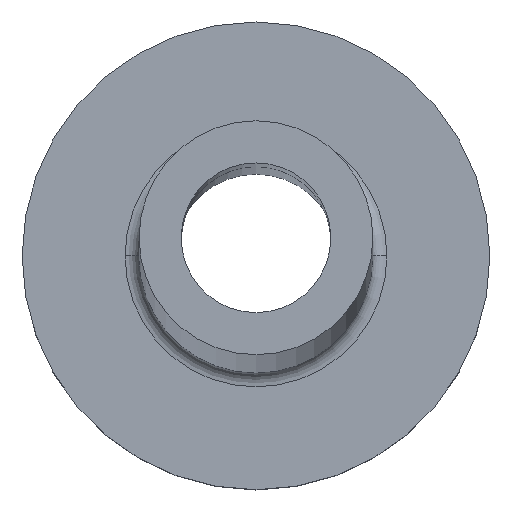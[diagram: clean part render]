
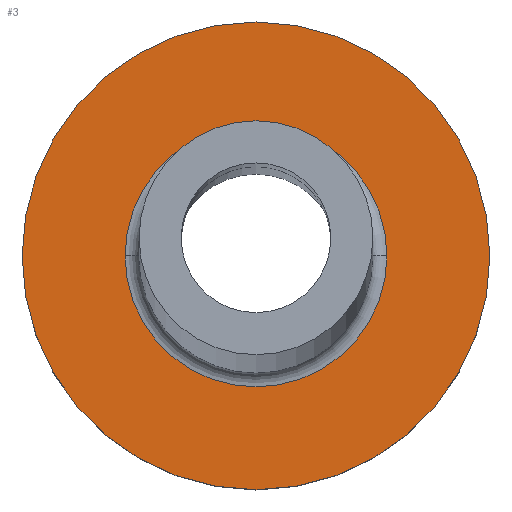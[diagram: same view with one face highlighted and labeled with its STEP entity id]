
A CAD part, top view. The second image highlights one B-rep face of the part: STEP entity #3.
In plain terms, the highlighted planar face has unit normal (0, 0, 1).
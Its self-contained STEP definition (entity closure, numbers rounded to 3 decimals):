
#3 = ADVANCED_FACE ( 'NONE', ( #359, #291 ), #423, .T. ) ;
#12 = CARTESIAN_POINT ( 'NONE',  ( 2.8, 0., 3. ) ) ;
#14 = VERTEX_POINT ( 'NONE', #111 ) ;
#21 = CARTESIAN_POINT ( 'NONE',  ( 0., 0., 3. ) ) ;
#23 = AXIS2_PLACEMENT_3D ( 'NONE', #148, #108, #146 ) ;
#26 = DIRECTION ( 'NONE',  ( 0., 0., -1. ) ) ;
#27 = CIRCLE ( 'NONE', #183, 5. ) ;
#34 = EDGE_CURVE ( 'NONE', #345, #136, #347, .T. ) ;
#36 = CARTESIAN_POINT ( 'NONE',  ( 0., 0., 3. ) ) ;
#47 = CIRCLE ( 'NONE', #331, 2.8 ) ;
#63 = CARTESIAN_POINT ( 'NONE',  ( 0., 0., 3. ) ) ;
#79 = AXIS2_PLACEMENT_3D ( 'NONE', #36, #246, #177 ) ;
#85 = AXIS2_PLACEMENT_3D ( 'NONE', #302, #158, #447 ) ;
#88 = DIRECTION ( 'NONE',  ( 1., 0., 0. ) ) ;
#108 = DIRECTION ( 'NONE',  ( 0., 0., 1. ) ) ;
#111 = CARTESIAN_POINT ( 'NONE',  ( -2.8, 0., 3. ) ) ;
#115 = CARTESIAN_POINT ( 'NONE',  ( 5., 0., 3. ) ) ;
#136 = VERTEX_POINT ( 'NONE', #115 ) ;
#137 = EDGE_CURVE ( 'NONE', #136, #345, #27, .T. ) ;
#144 = EDGE_CURVE ( 'NONE', #14, #396, #47, .T. ) ;
#146 = DIRECTION ( 'NONE',  ( 1., 0., 0. ) ) ;
#148 = CARTESIAN_POINT ( 'NONE',  ( 0., 0., 3. ) ) ;
#158 = DIRECTION ( 'NONE',  ( 0., 0., -1. ) ) ;
#177 = DIRECTION ( 'NONE',  ( 1., 0., 0. ) ) ;
#183 = AXIS2_PLACEMENT_3D ( 'NONE', #63, #453, #382 ) ;
#225 = EDGE_CURVE ( 'NONE', #396, #14, #289, .T. ) ;
#246 = DIRECTION ( 'NONE',  ( 0., 0., 1. ) ) ;
#250 = ORIENTED_EDGE ( 'NONE', *, *, #34, .T. ) ;
#282 = CARTESIAN_POINT ( 'NONE',  ( -5., 0., 3. ) ) ;
#289 = CIRCLE ( 'NONE', #85, 2.8 ) ;
#291 = FACE_OUTER_BOUND ( 'NONE', #419, .T. ) ;
#302 = CARTESIAN_POINT ( 'NONE',  ( 0., 0., 3. ) ) ;
#331 = AXIS2_PLACEMENT_3D ( 'NONE', #21, #26, #88 ) ;
#345 = VERTEX_POINT ( 'NONE', #282 ) ;
#347 = CIRCLE ( 'NONE', #79, 5. ) ;
#351 = ORIENTED_EDGE ( 'NONE', *, *, #144, .T. ) ;
#359 = FACE_BOUND ( 'NONE', #392, .T. ) ;
#380 = ORIENTED_EDGE ( 'NONE', *, *, #137, .T. ) ;
#382 = DIRECTION ( 'NONE',  ( 1., 0., 0. ) ) ;
#392 = EDGE_LOOP ( 'NONE', ( #421, #351 ) ) ;
#396 = VERTEX_POINT ( 'NONE', #12 ) ;
#419 = EDGE_LOOP ( 'NONE', ( #250, #380 ) ) ;
#421 = ORIENTED_EDGE ( 'NONE', *, *, #225, .T. ) ;
#423 = PLANE ( 'NONE',  #23 ) ;
#447 = DIRECTION ( 'NONE',  ( 1., 0., 0. ) ) ;
#453 = DIRECTION ( 'NONE',  ( 0., 0., 1. ) ) ;
